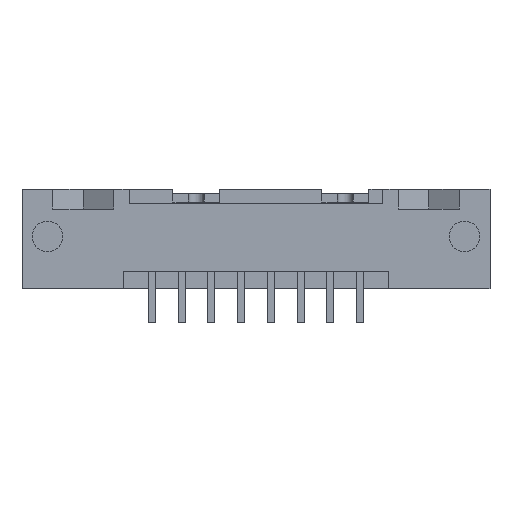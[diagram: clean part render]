
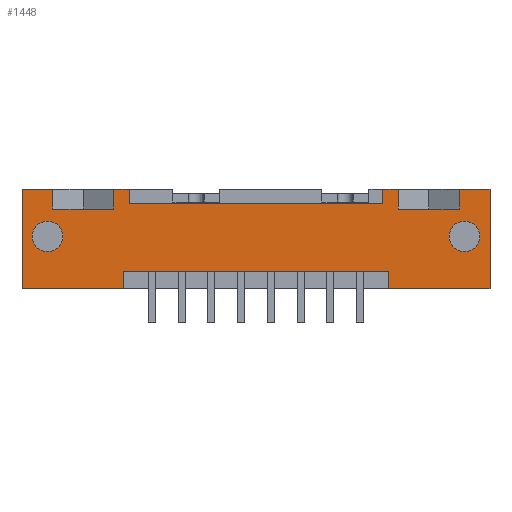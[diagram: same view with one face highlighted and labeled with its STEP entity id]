
A CAD part, front view. The second image highlights one B-rep face of the part: STEP entity #1448.
In plain terms, the highlighted planar face has unit normal (0, -1, 0).
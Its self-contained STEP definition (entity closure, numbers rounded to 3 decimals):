
#1181=FACE_BOUND('',#2245,.T.);
#1182=FACE_BOUND('',#2246,.T.);
#1183=FACE_BOUND('',#2247,.T.);
#1228=CIRCLE('',#6439,1.3);
#1230=CIRCLE('',#6443,1.3);
#1448=ADVANCED_FACE('',(#1181,#1182,#1183),#1714,.T.);
#1714=PLANE('',#6466);
#2245=EDGE_LOOP('',(#3188));
#2246=EDGE_LOOP('',(#3189));
#2247=EDGE_LOOP('',(#3190,#3191,#3192,#3193,#3194,#3195,#3196,#3197,#3198,
#3199,#3200,#3201,#3202,#3203,#3204,#3205,#3206,#3207,#3208,#3209));
#3188=ORIENTED_EDGE('',*,*,#4663,.T.);
#3189=ORIENTED_EDGE('',*,*,#4665,.T.);
#3190=ORIENTED_EDGE('',*,*,#4716,.T.);
#3191=ORIENTED_EDGE('',*,*,#4717,.T.);
#3192=ORIENTED_EDGE('',*,*,#4715,.T.);
#3193=ORIENTED_EDGE('',*,*,#4718,.T.);
#3194=ORIENTED_EDGE('',*,*,#4708,.T.);
#3195=ORIENTED_EDGE('',*,*,#4695,.T.);
#3196=ORIENTED_EDGE('',*,*,#4701,.T.);
#3197=ORIENTED_EDGE('',*,*,#4719,.T.);
#3198=ORIENTED_EDGE('',*,*,#4720,.T.);
#3199=ORIENTED_EDGE('',*,*,#4721,.T.);
#3200=ORIENTED_EDGE('',*,*,#4722,.T.);
#3201=ORIENTED_EDGE('',*,*,#4723,.T.);
#3202=ORIENTED_EDGE('',*,*,#4691,.T.);
#3203=ORIENTED_EDGE('',*,*,#4683,.T.);
#3204=ORIENTED_EDGE('',*,*,#4684,.T.);
#3205=ORIENTED_EDGE('',*,*,#4724,.T.);
#3206=ORIENTED_EDGE('',*,*,#4675,.F.);
#3207=ORIENTED_EDGE('',*,*,#4725,.T.);
#3208=ORIENTED_EDGE('',*,*,#4667,.T.);
#3209=ORIENTED_EDGE('',*,*,#4726,.T.);
#4053=VERTEX_POINT('',#8761);
#4055=VERTEX_POINT('',#8767);
#4057=VERTEX_POINT('',#8771);
#4058=VERTEX_POINT('',#8773);
#4064=VERTEX_POINT('',#8788);
#4065=VERTEX_POINT('',#8790);
#4068=VERTEX_POINT('',#8799);
#4072=VERTEX_POINT('',#8806);
#4073=VERTEX_POINT('',#8810);
#4077=VERTEX_POINT('',#8824);
#4080=VERTEX_POINT('',#8833);
#4081=VERTEX_POINT('',#8834);
#4085=VERTEX_POINT('',#8844);
#4089=VERTEX_POINT('',#8858);
#4094=VERTEX_POINT('',#8871);
#4095=VERTEX_POINT('',#8873);
#4096=VERTEX_POINT('',#8877);
#4097=VERTEX_POINT('',#8878);
#4098=VERTEX_POINT('',#8882);
#4099=VERTEX_POINT('',#8884);
#4100=VERTEX_POINT('',#8886);
#4101=VERTEX_POINT('',#8888);
#4663=EDGE_CURVE('',#4053,#4053,#1228,.T.);
#4665=EDGE_CURVE('',#4055,#4055,#1230,.T.);
#4667=EDGE_CURVE('',#4058,#4057,#5356,.T.);
#4675=EDGE_CURVE('',#4064,#4065,#5364,.T.);
#4683=EDGE_CURVE('',#4068,#4072,#5370,.T.);
#4684=EDGE_CURVE('',#4072,#4073,#5371,.T.);
#4691=EDGE_CURVE('',#4077,#4068,#5378,.T.);
#4695=EDGE_CURVE('',#4080,#4081,#5380,.T.);
#4701=EDGE_CURVE('',#4081,#4085,#5386,.T.);
#4708=EDGE_CURVE('',#4089,#4080,#5393,.T.);
#4715=EDGE_CURVE('',#4094,#4095,#5400,.T.);
#4716=EDGE_CURVE('',#4096,#4097,#5401,.T.);
#4717=EDGE_CURVE('',#4097,#4094,#5402,.T.);
#4718=EDGE_CURVE('',#4095,#4089,#5403,.T.);
#4719=EDGE_CURVE('',#4085,#4098,#5404,.T.);
#4720=EDGE_CURVE('',#4098,#4099,#5405,.T.);
#4721=EDGE_CURVE('',#4099,#4100,#5406,.T.);
#4722=EDGE_CURVE('',#4100,#4101,#5407,.T.);
#4723=EDGE_CURVE('',#4101,#4077,#5408,.T.);
#4724=EDGE_CURVE('',#4073,#4065,#5409,.T.);
#4725=EDGE_CURVE('',#4064,#4058,#5410,.T.);
#4726=EDGE_CURVE('',#4057,#4096,#5411,.T.);
#5356=LINE('',#8772,#6037);
#5364=LINE('',#8789,#6045);
#5370=LINE('',#8807,#6051);
#5371=LINE('',#8809,#6052);
#5378=LINE('',#8823,#6059);
#5380=LINE('',#8832,#6061);
#5386=LINE('',#8846,#6067);
#5393=LINE('',#8859,#6074);
#5400=LINE('',#8874,#6081);
#5401=LINE('',#8876,#6082);
#5402=LINE('',#8879,#6083);
#5403=LINE('',#8880,#6084);
#5404=LINE('',#8881,#6085);
#5405=LINE('',#8883,#6086);
#5406=LINE('',#8885,#6087);
#5407=LINE('',#8887,#6088);
#5408=LINE('',#8889,#6089);
#5409=LINE('',#8890,#6090);
#5410=LINE('',#8891,#6091);
#5411=LINE('',#8892,#6092);
#6037=VECTOR('',#7395,1.);
#6045=VECTOR('',#7407,1.);
#6051=VECTOR('',#7421,1.);
#6052=VECTOR('',#7424,1.);
#6059=VECTOR('',#7437,1.);
#6061=VECTOR('',#7447,1.);
#6067=VECTOR('',#7455,1.);
#6074=VECTOR('',#7468,1.);
#6081=VECTOR('',#7479,1.);
#6082=VECTOR('',#7482,1.);
#6083=VECTOR('',#7483,1.);
#6084=VECTOR('',#7484,1.);
#6085=VECTOR('',#7485,1.);
#6086=VECTOR('',#7486,1.);
#6087=VECTOR('',#7487,1.);
#6088=VECTOR('',#7488,1.);
#6089=VECTOR('',#7489,1.);
#6090=VECTOR('',#7490,1.);
#6091=VECTOR('',#7491,1.);
#6092=VECTOR('',#7492,1.);
#6439=AXIS2_PLACEMENT_3D('',#8760,#7382,#7383);
#6443=AXIS2_PLACEMENT_3D('',#8766,#7390,#7391);
#6466=AXIS2_PLACEMENT_3D('',#8893,#7493,#7494);
#7382=DIRECTION('',(0.,1.,0.));
#7383=DIRECTION('',(1.,0.,0.));
#7390=DIRECTION('',(0.,1.,0.));
#7391=DIRECTION('',(1.,0.,0.));
#7395=DIRECTION('',(0.,0.,1.));
#7407=DIRECTION('',(0.,0.,1.));
#7421=DIRECTION('',(-1.,0.,0.));
#7424=DIRECTION('',(0.,0.,1.));
#7437=DIRECTION('',(0.,0.,-1.));
#7447=DIRECTION('',(-1.,0.,0.));
#7455=DIRECTION('',(0.,0.,1.));
#7468=DIRECTION('',(0.,0.,-1.));
#7479=DIRECTION('',(0.,0.,1.));
#7482=DIRECTION('',(0.,0.,-1.));
#7483=DIRECTION('',(1.,0.,0.));
#7484=DIRECTION('',(-1.,0.,0.));
#7485=DIRECTION('',(-1.,0.,0.));
#7486=DIRECTION('',(0.,0.,-1.));
#7487=DIRECTION('',(-1.,0.,0.));
#7488=DIRECTION('',(0.,0.,1.));
#7489=DIRECTION('',(-1.,0.,0.));
#7490=DIRECTION('',(-1.,0.,0.));
#7491=DIRECTION('',(1.,0.,0.));
#7492=DIRECTION('',(1.,0.,0.));
#7493=DIRECTION('',(0.,-1.,0.));
#7494=DIRECTION('',(1.,0.,0.));
#8760=CARTESIAN_POINT('',(6.157,2.59,4.47));
#8761=CARTESIAN_POINT('',(7.457,2.59,4.47));
#8766=CARTESIAN_POINT('',(-29.403,2.59,4.47));
#8767=CARTESIAN_POINT('',(-28.103,2.59,4.47));
#8771=CARTESIAN_POINT('',(-22.933,2.59,1.48));
#8772=CARTESIAN_POINT('',(-22.933,2.59,0.));
#8773=CARTESIAN_POINT('',(-22.933,2.59,0.));
#8788=CARTESIAN_POINT('',(-31.573,2.59,0.));
#8789=CARTESIAN_POINT('',(-31.573,2.59,0.));
#8790=CARTESIAN_POINT('',(-31.573,2.59,8.5));
#8799=CARTESIAN_POINT('',(-23.753,2.59,6.8));
#8806=CARTESIAN_POINT('',(-28.953,2.59,6.8));
#8807=CARTESIAN_POINT('',(-23.753,2.59,6.8));
#8809=CARTESIAN_POINT('',(-28.953,2.59,6.8));
#8810=CARTESIAN_POINT('',(-28.953,2.59,8.5));
#8823=CARTESIAN_POINT('',(-23.753,2.59,8.5));
#8824=CARTESIAN_POINT('',(-23.753,2.59,8.5));
#8832=CARTESIAN_POINT('',(5.707,2.59,6.8));
#8833=CARTESIAN_POINT('',(5.707,2.59,6.8));
#8834=CARTESIAN_POINT('',(0.507,2.59,6.8));
#8844=CARTESIAN_POINT('',(0.507,2.59,8.5));
#8846=CARTESIAN_POINT('',(0.507,2.59,6.8));
#8858=CARTESIAN_POINT('',(5.707,2.59,8.5));
#8859=CARTESIAN_POINT('',(5.707,2.59,8.5));
#8871=CARTESIAN_POINT('',(8.327,2.59,0.));
#8873=CARTESIAN_POINT('',(8.327,2.59,8.5));
#8874=CARTESIAN_POINT('',(8.327,2.59,0.));
#8876=CARTESIAN_POINT('',(-0.313,2.59,1.48));
#8877=CARTESIAN_POINT('',(-0.313,2.59,1.48));
#8878=CARTESIAN_POINT('',(-0.313,2.59,0.));
#8879=CARTESIAN_POINT('',(-0.313,2.59,0.));
#8880=CARTESIAN_POINT('',(8.327,2.59,8.5));
#8881=CARTESIAN_POINT('',(0.507,2.59,8.5));
#8882=CARTESIAN_POINT('',(-0.813,2.59,8.5));
#8883=CARTESIAN_POINT('',(-0.813,2.59,8.5));
#8884=CARTESIAN_POINT('',(-0.813,2.59,7.3));
#8885=CARTESIAN_POINT('',(-0.813,2.59,7.3));
#8886=CARTESIAN_POINT('',(-22.433,2.59,7.3));
#8887=CARTESIAN_POINT('',(-22.433,2.59,7.3));
#8888=CARTESIAN_POINT('',(-22.433,2.59,8.5));
#8889=CARTESIAN_POINT('',(-22.433,2.59,8.5));
#8890=CARTESIAN_POINT('',(-28.953,2.59,8.5));
#8891=CARTESIAN_POINT('',(-31.573,2.59,0.));
#8892=CARTESIAN_POINT('',(-22.933,2.59,1.48));
#8893=CARTESIAN_POINT('',(-31.573,2.59,0.));
